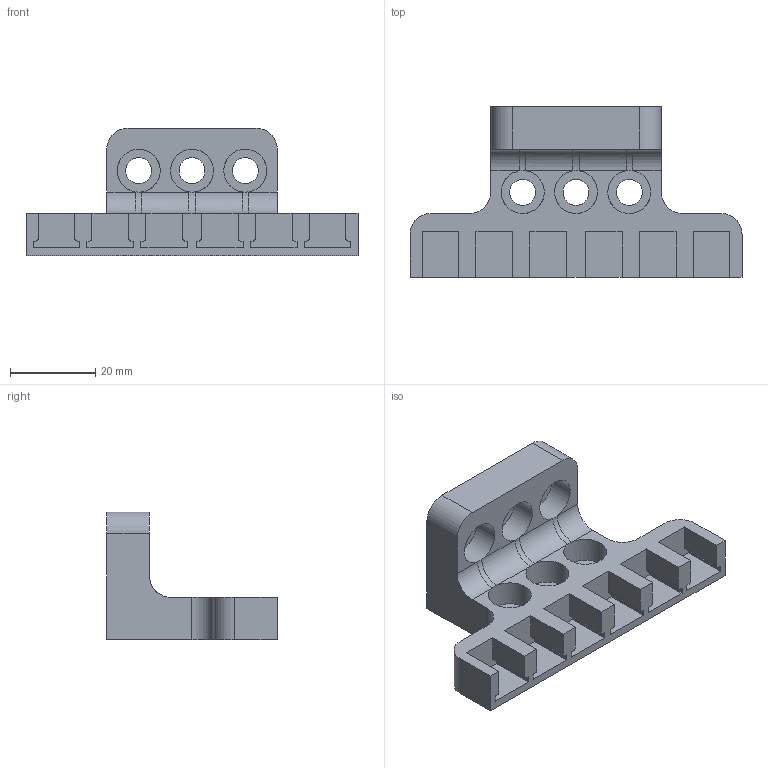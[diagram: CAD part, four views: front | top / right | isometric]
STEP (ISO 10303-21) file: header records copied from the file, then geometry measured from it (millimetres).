
FILE_DESCRIPTION(('FreeCAD Model'),'2;1');
FILE_NAME('Open CASCADE Shape Model','2023-12-06T15:50:24',(''),(''), 'Open CASCADE STEP processor 7.6','FreeCAD','Unknown');
FILE_SCHEMA(('AUTOMOTIVE_DESIGN { 1 0 10303 214 1 1 1 1 }'));
Length unit declared in the file: millimetre
Products named in the file (1): npx-holder-holder
Bounding box: 77.9 x 40 x 30 mm (x, y, z)
Volume: 21552.7 mm3; surface area: 11016.5 mm2
Topology: 1 solids, 1 shells, 104 faces, 294 edges, 192 vertices
Faces by surface type: plane 67, cylinder 34, bspline 3
Full cylindrical faces by diameter (mm): 6.1 x6, 10.1 x6
Entity records: 3434 total; most frequent: CARTESIAN_POINT 663, ORIENTED_EDGE 588, DIRECTION 560, EDGE_CURVE 294, LINE 214, VECTOR 214, VERTEX_POINT 192, AXIS2_PLACEMENT_3D 173
